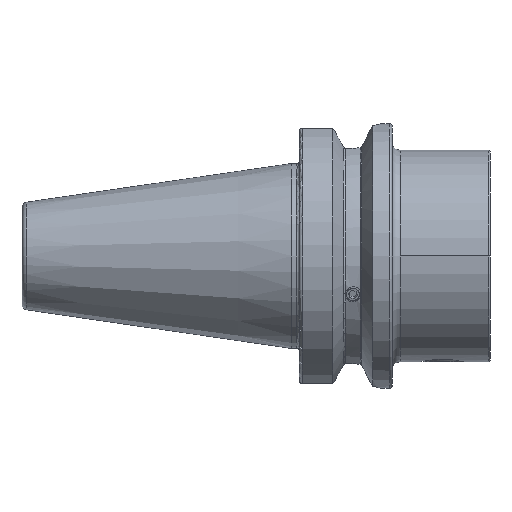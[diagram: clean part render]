
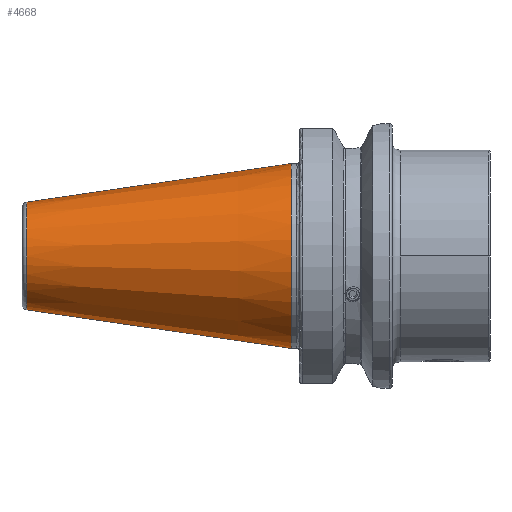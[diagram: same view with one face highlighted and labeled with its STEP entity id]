
A CAD part, front view. The second image highlights one B-rep face of the part: STEP entity #4668.
In plain terms, the highlighted conical face has half-angle 8.297 degrees and reference radius 34.925 mm.
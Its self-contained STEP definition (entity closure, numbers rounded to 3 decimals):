
#270 = AXIS2_PLACEMENT_3D ( 'NONE', #1279, #5623, #5210 ) ;
#283 = DIRECTION ( 'NONE',  ( 0.99, 0., -0.144 ) ) ;
#621 = EDGE_CURVE ( 'NONE', #3472, #6623, #2310, .T. ) ;
#712 = EDGE_CURVE ( 'NONE', #6358, #5254, #1558, .T. ) ;
#1279 = CARTESIAN_POINT ( 'NONE',  ( -100.089, 0., 0. ) ) ;
#1293 = FACE_OUTER_BOUND ( 'NONE', #3107, .T. ) ;
#1558 = CIRCLE ( 'NONE', #6575, 34.925 ) ;
#1855 = DIRECTION ( 'NONE',  ( 1., 0., 0. ) ) ;
#1860 = CARTESIAN_POINT ( 'NONE',  ( 0., 0., 34.925 ) ) ;
#1883 = DIRECTION ( 'NONE',  ( 0., 0., -1. ) ) ;
#2310 = CIRCLE ( 'NONE', #270, 20.329 ) ;
#2562 = CARTESIAN_POINT ( 'NONE',  ( 0., 0., 34.925 ) ) ;
#2572 = CARTESIAN_POINT ( 'NONE',  ( -100.089, 0., -20.329 ) ) ;
#3056 = EDGE_CURVE ( 'NONE', #6623, #5254, #6620, .T. ) ;
#3107 = EDGE_LOOP ( 'NONE', ( #3119, #3452, #4864, #5104 ) ) ;
#3119 = ORIENTED_EDGE ( 'NONE', *, *, #3056, .F. ) ;
#3245 = EDGE_CURVE ( 'NONE', #3472, #6358, #5453, .T. ) ;
#3452 = ORIENTED_EDGE ( 'NONE', *, *, #621, .F. ) ;
#3472 = VERTEX_POINT ( 'NONE', #2572 ) ;
#3738 = AXIS2_PLACEMENT_3D ( 'NONE', #6235, #1855, #1883 ) ;
#3827 = CARTESIAN_POINT ( 'NONE',  ( 0., 0., -34.925 ) ) ;
#4450 = DIRECTION ( 'NONE',  ( 0., 0., 1. ) ) ;
#4463 = CARTESIAN_POINT ( 'NONE',  ( 0., 0., 0. ) ) ;
#4476 = DIRECTION ( 'NONE',  ( -1., 0., 0. ) ) ;
#4668 = ADVANCED_FACE ( 'NONE', ( #1293 ), #5802, .T. ) ;
#4864 = ORIENTED_EDGE ( 'NONE', *, *, #3245, .T. ) ;
#5104 = ORIENTED_EDGE ( 'NONE', *, *, #712, .T. ) ;
#5210 = DIRECTION ( 'NONE',  ( 0., 0., 1. ) ) ;
#5254 = VERTEX_POINT ( 'NONE', #2562 ) ;
#5374 = VECTOR ( 'NONE', #283, 1000. ) ;
#5453 = LINE ( 'NONE', #6076, #5374 ) ;
#5504 = DIRECTION ( 'NONE',  ( 0.99, 0., 0.144 ) ) ;
#5573 = CARTESIAN_POINT ( 'NONE',  ( -100.089, 0., 20.329 ) ) ;
#5623 = DIRECTION ( 'NONE',  ( -1., 0., 0. ) ) ;
#5802 = CONICAL_SURFACE ( 'NONE', #3738, 34.925, 0.145 ) ;
#6076 = CARTESIAN_POINT ( 'NONE',  ( 0., 0., -34.925 ) ) ;
#6173 = VECTOR ( 'NONE', #5504, 1000. ) ;
#6235 = CARTESIAN_POINT ( 'NONE',  ( 0., 0., 0. ) ) ;
#6358 = VERTEX_POINT ( 'NONE', #3827 ) ;
#6575 = AXIS2_PLACEMENT_3D ( 'NONE', #4463, #4476, #4450 ) ;
#6620 = LINE ( 'NONE', #1860, #6173 ) ;
#6623 = VERTEX_POINT ( 'NONE', #5573 ) ;
